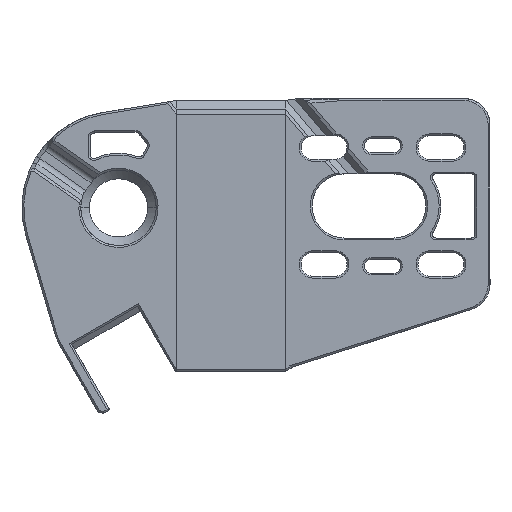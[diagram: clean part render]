
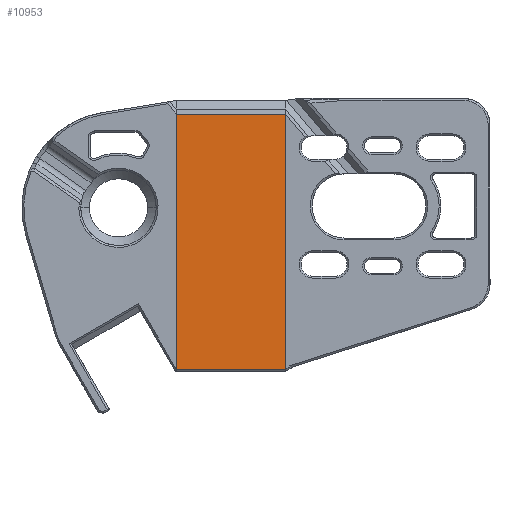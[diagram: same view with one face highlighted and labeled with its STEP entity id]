
A CAD part, left-side view. The second image highlights one B-rep face of the part: STEP entity #10953.
In plain terms, the highlighted planar face has unit normal (-1, 0, 0).
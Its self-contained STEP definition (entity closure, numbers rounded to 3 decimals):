
#778=PLANE('',#1754);
#1754=AXIS2_PLACEMENT_3D('',#14016,#5342,$);
#2607=VECTOR('',#5340,1.);
#2609=VECTOR('',#5343,1.);
#2610=VECTOR('',#5344,1.);
#2611=VECTOR('',#5345,1.);
#3389=LINE('',#14013,#2607);
#3391=LINE('',#14017,#2609);
#3392=LINE('',#14019,#2610);
#3393=LINE('',#14021,#2611);
#5340=DIRECTION('',(0.,1.,0.));
#5342=DIRECTION('',(-1.,0.,0.));
#5343=DIRECTION('',(0.,0.,-1.));
#5344=DIRECTION('',(0.,1.,0.));
#5345=DIRECTION('',(0.,0.,-1.));
#6059=VERTEX_POINT('',#14012);
#6060=VERTEX_POINT('',#14014);
#6061=VERTEX_POINT('',#14018);
#6062=VERTEX_POINT('',#14020);
#7256=EDGE_CURVE('',#6060,#6059,#3389,.T.);
#7258=EDGE_CURVE('',#6059,#6061,#3391,.T.);
#7259=EDGE_CURVE('',#6062,#6061,#3392,.T.);
#7260=EDGE_CURVE('',#6060,#6062,#3393,.T.);
#9495=ORIENTED_EDGE('',*,*,#7258,.T.);
#9496=ORIENTED_EDGE('',*,*,#7259,.F.);
#9497=ORIENTED_EDGE('',*,*,#7260,.F.);
#9498=ORIENTED_EDGE('',*,*,#7256,.T.);
#10025=EDGE_LOOP('',(#9495,#9496,#9497,#9498));
#10503=FACE_BOUND('',#10025,.T.);
#10953=ADVANCED_FACE('',(#10503),#778,.T.);
#14012=CARTESIAN_POINT('',(-2.584,-1.822,11.384));
#14013=CARTESIAN_POINT('',(-2.584,-4.722,11.384));
#14014=CARTESIAN_POINT('',(-2.584,-4.722,11.384));
#14016=CARTESIAN_POINT('',(-2.584,-4.722,8.));
#14017=CARTESIAN_POINT('',(-2.584,-1.822,11.384));
#14018=CARTESIAN_POINT('',(-2.584,-1.822,4.615));
#14019=CARTESIAN_POINT('',(-2.584,-4.722,4.615));
#14020=CARTESIAN_POINT('',(-2.584,-4.722,4.615));
#14021=CARTESIAN_POINT('',(-2.584,-4.722,11.384));
